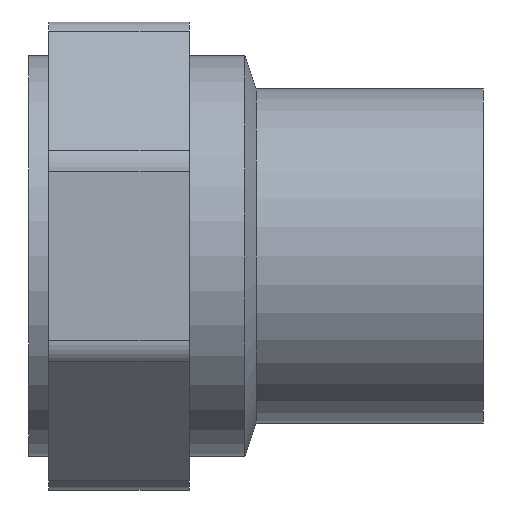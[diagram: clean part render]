
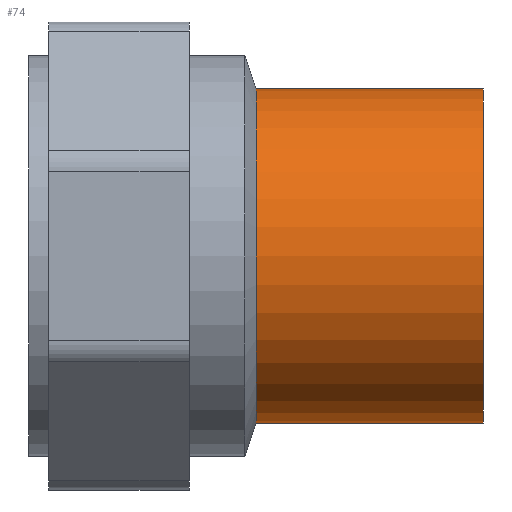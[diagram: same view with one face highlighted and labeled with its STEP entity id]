
A CAD part, front view. The second image highlights one B-rep face of the part: STEP entity #74.
In plain terms, the highlighted cylindrical face has radius 25 mm (diameter 50 mm), a full revolution.
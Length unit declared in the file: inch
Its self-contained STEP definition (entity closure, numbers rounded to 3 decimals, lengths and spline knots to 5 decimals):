
#45 = EDGE_CURVE ( 'NONE', #846, #846, #120, .T. ) ;
#74 = ADVANCED_FACE ( 'NONE', ( #867, #832 ), #747, .T. ) ;
#120 = CIRCLE ( 'NONE', #897, 0.98425 ) ;
#171 = DIRECTION ( 'NONE',  ( 1., 0., 0. ) ) ;
#174 = CARTESIAN_POINT ( 'NONE',  ( -0.66929, 0., 0. ) ) ;
#193 = DIRECTION ( 'NONE',  ( 1., 0., 0. ) ) ;
#256 = CIRCLE ( 'NONE', #318, 0.98425 ) ;
#303 = EDGE_CURVE ( 'NONE', #824, #824, #256, .T. ) ;
#318 = AXIS2_PLACEMENT_3D ( 'NONE', #745, #779, #408 ) ;
#328 = CARTESIAN_POINT ( 'NONE',  ( 0., 0.98425, 0. ) ) ;
#332 = CARTESIAN_POINT ( 'NONE',  ( -1.33858, 0.98425, 0. ) ) ;
#375 = CARTESIAN_POINT ( 'NONE',  ( 0., 0., 0. ) ) ;
#388 = EDGE_LOOP ( 'NONE', ( #822 ) ) ;
#408 = DIRECTION ( 'NONE',  ( 0., 1., 0. ) ) ;
#457 = ORIENTED_EDGE ( 'NONE', *, *, #303, .T. ) ;
#580 = EDGE_LOOP ( 'NONE', ( #457 ) ) ;
#745 = CARTESIAN_POINT ( 'NONE',  ( -1.33858, 0., 0. ) ) ;
#747 = CYLINDRICAL_SURFACE ( 'NONE', #813, 0.98425 ) ;
#779 = DIRECTION ( 'NONE',  ( 1., 0., 0. ) ) ;
#813 = AXIS2_PLACEMENT_3D ( 'NONE', #174, #193, #830 ) ;
#822 = ORIENTED_EDGE ( 'NONE', *, *, #45, .F. ) ;
#824 = VERTEX_POINT ( 'NONE', #332 ) ;
#830 = DIRECTION ( 'NONE',  ( 0., 1., 0. ) ) ;
#832 = FACE_OUTER_BOUND ( 'NONE', #388, .T. ) ;
#846 = VERTEX_POINT ( 'NONE', #328 ) ;
#867 = FACE_OUTER_BOUND ( 'NONE', #580, .T. ) ;
#877 = DIRECTION ( 'NONE',  ( 0., 1., 0. ) ) ;
#897 = AXIS2_PLACEMENT_3D ( 'NONE', #375, #171, #877 ) ;
